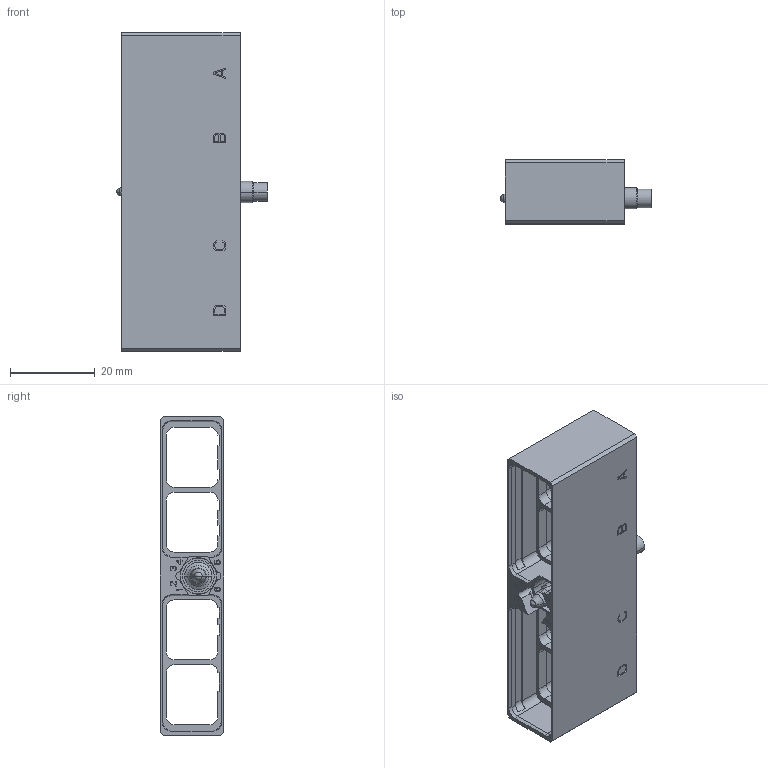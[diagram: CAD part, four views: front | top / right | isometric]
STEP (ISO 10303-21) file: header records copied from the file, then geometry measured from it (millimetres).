
FILE_DESCRIPTION((''),'2;1');
FILE_NAME('SIM2N80V','2019-09-09T',('presta_be4'),(''),'PRO/ENGINEER BY PARAMETRIC TECHNOLOGY CORPORATION, 2014310','PRO/ENGINEER BY PARAMETRIC TECHNOLOGY CORPORATION, 2014310','');
FILE_SCHEMA(('CONFIG_CONTROL_DESIGN'));
Length unit declared in the file: millimetre
Products named in the file (1): SIM2N80V
Bounding box: 35.55 x 15.06 x 74.98 mm (x, y, z)
Volume: 7729.9 mm3; surface area: 12696.7 mm2
Topology: 1 solids, 1 shells, 721 faces, 1975 edges, 1278 vertices
Faces by surface type: plane 533, cylinder 128, cone 48, torus 8, bspline 2, sphere 2
Entity records: 23059 total; most frequent: CARTESIAN_POINT 4504, ORIENTED_EDGE 3942, DIRECTION 3727, EDGE_CURVE 1971, VECTOR 1597, LINE 1597, VERTEX_POINT 1278, AXIS2_PLACEMENT_3D 1065
